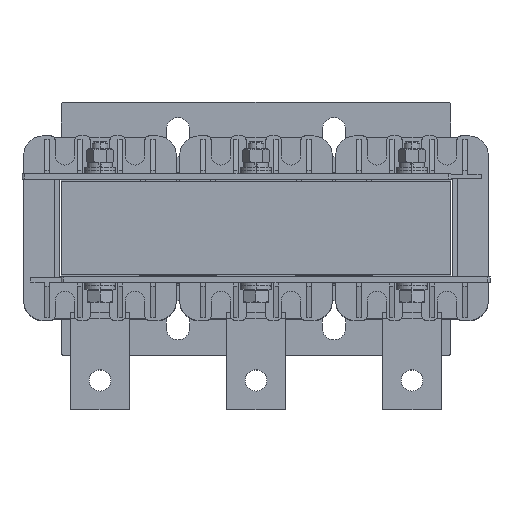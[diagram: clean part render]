
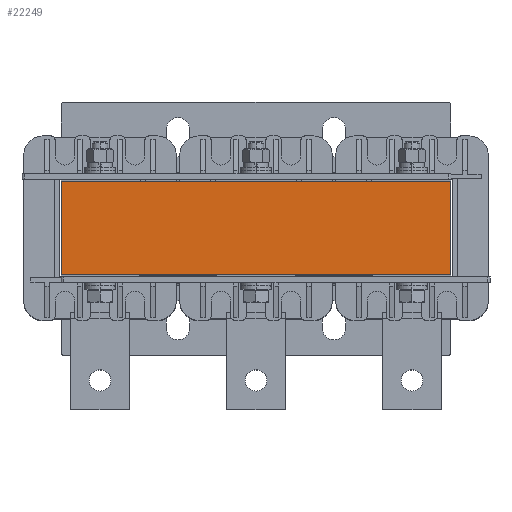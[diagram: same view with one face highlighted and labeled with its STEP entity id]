
A CAD part, top view. The second image highlights one B-rep face of the part: STEP entity #22249.
In plain terms, the highlighted planar face has unit normal (0, 0, 1).
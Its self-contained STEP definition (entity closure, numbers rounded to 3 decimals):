
#3029 = ORIENTED_EDGE ( 'NONE', *, *, #30234, .T. ) ;
#3455 = AXIS2_PLACEMENT_3D ( 'NONE', #21851, #54583, #26561 ) ;
#3489 = CARTESIAN_POINT ( 'NONE',  ( 100., 89., 207. ) ) ;
#7959 = VECTOR ( 'NONE', #17537, 1000. ) ;
#8455 = CARTESIAN_POINT ( 'NONE',  ( 0., 41., 207. ) ) ;
#11030 = EDGE_CURVE ( 'NONE', #18021, #31603, #17180, .T. ) ;
#11499 = ORIENTED_EDGE ( 'NONE', *, *, #52891, .T. ) ;
#12276 = PLANE ( 'NONE',  #3455 ) ;
#14683 = LINE ( 'NONE', #17289, #39612 ) ;
#15219 = DIRECTION ( 'NONE',  ( 0., 1., 0. ) ) ;
#17180 = LINE ( 'NONE', #3489, #51603 ) ;
#17289 = CARTESIAN_POINT ( 'NONE',  ( -100., 41., 207. ) ) ;
#17537 = DIRECTION ( 'NONE',  ( 1., 0., 0. ) ) ;
#18021 = VERTEX_POINT ( 'NONE', #42357 ) ;
#20579 = CARTESIAN_POINT ( 'NONE',  ( 100., 41., 207. ) ) ;
#21134 = EDGE_CURVE ( 'NONE', #56992, #18021, #14683, .T. ) ;
#21851 = CARTESIAN_POINT ( 'NONE',  ( 100., 41., 207. ) ) ;
#22249 = ADVANCED_FACE ( 'NONE', ( #43070 ), #12276, .F. ) ;
#22661 = VERTEX_POINT ( 'NONE', #20579 ) ;
#26561 = DIRECTION ( 'NONE',  ( 0., 1., 0. ) ) ;
#26666 = DIRECTION ( 'NONE',  ( 1., 0., 0. ) ) ;
#30234 = EDGE_CURVE ( 'NONE', #22661, #31603, #53937, .T. ) ;
#30445 = CARTESIAN_POINT ( 'NONE',  ( -100., 41., 207. ) ) ;
#30993 = DIRECTION ( 'NONE',  ( 0., 1., 0. ) ) ;
#31603 = VERTEX_POINT ( 'NONE', #43837 ) ;
#38163 = CARTESIAN_POINT ( 'NONE',  ( 100., 41., 207. ) ) ;
#38568 = EDGE_LOOP ( 'NONE', ( #11499, #3029, #57808, #46236 ) ) ;
#39612 = VECTOR ( 'NONE', #30993, 1000. ) ;
#41530 = VECTOR ( 'NONE', #15219, 1000. ) ;
#42357 = CARTESIAN_POINT ( 'NONE',  ( -100., 89., 207. ) ) ;
#43070 = FACE_OUTER_BOUND ( 'NONE', #38568, .T. ) ;
#43724 = LINE ( 'NONE', #8455, #7959 ) ;
#43837 = CARTESIAN_POINT ( 'NONE',  ( 100., 89., 207. ) ) ;
#46236 = ORIENTED_EDGE ( 'NONE', *, *, #21134, .F. ) ;
#51603 = VECTOR ( 'NONE', #26666, 1000. ) ;
#52891 = EDGE_CURVE ( 'NONE', #56992, #22661, #43724, .T. ) ;
#53937 = LINE ( 'NONE', #38163, #41530 ) ;
#54583 = DIRECTION ( 'NONE',  ( 0., 0., -1. ) ) ;
#56992 = VERTEX_POINT ( 'NONE', #30445 ) ;
#57808 = ORIENTED_EDGE ( 'NONE', *, *, #11030, .F. ) ;
